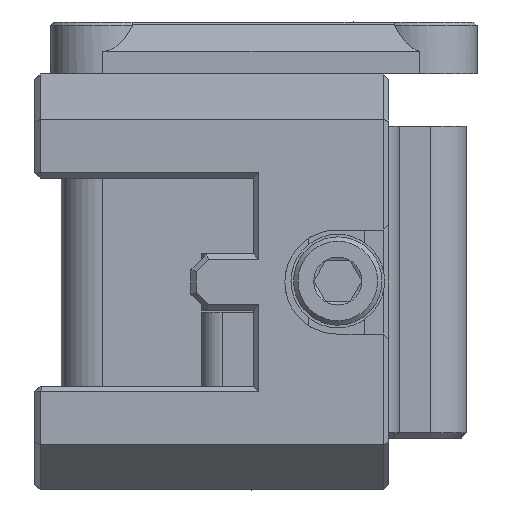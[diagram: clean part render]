
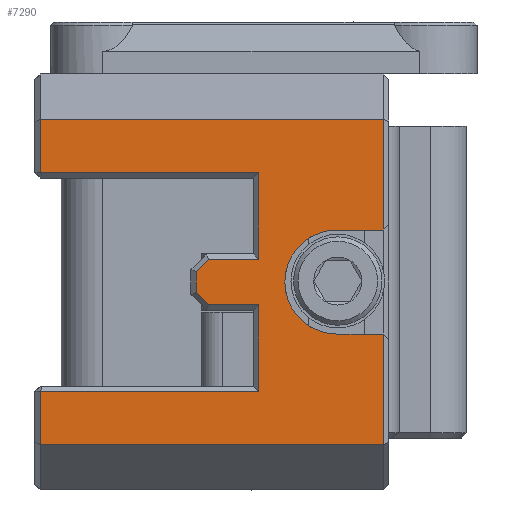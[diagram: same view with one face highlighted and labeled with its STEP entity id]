
A CAD part, left-side view. The second image highlights one B-rep face of the part: STEP entity #7290.
In plain terms, the highlighted face is planar.
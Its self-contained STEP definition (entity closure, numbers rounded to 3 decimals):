
#510=PLANE('',#7846);
#853=FACE_OUTER_BOUND('',#1295,.T.);
#1295=EDGE_LOOP('',(#5569,#5570,#5571,#5572,#5573,#5574,#5575,#5576,#5577,
#5578,#5579,#5580,#5581,#5582,#5583,#5584,#5585,#5586));
#1760=LINE('',#16978,#2408);
#1769=LINE('',#16993,#2417);
#1770=LINE('',#16996,#2418);
#1774=LINE('',#17004,#2422);
#1775=LINE('',#17006,#2423);
#1776=LINE('',#17008,#2424);
#1777=LINE('',#17010,#2425);
#1778=LINE('',#17012,#2426);
#1779=LINE('',#17014,#2427);
#1780=LINE('',#17016,#2428);
#1781=LINE('',#17018,#2429);
#1782=LINE('',#17020,#2430);
#1783=LINE('',#17022,#2431);
#1784=LINE('',#17024,#2432);
#1785=LINE('',#17026,#2433);
#1786=LINE('',#17027,#2434);
#1787=LINE('',#17029,#2435);
#2408=VECTOR('',#8746,10.);
#2417=VECTOR('',#8763,10.);
#2418=VECTOR('',#8766,10.);
#2422=VECTOR('',#8772,10.);
#2423=VECTOR('',#8773,10.);
#2424=VECTOR('',#8774,10.);
#2425=VECTOR('',#8775,10.);
#2426=VECTOR('',#8776,10.);
#2427=VECTOR('',#8777,10.);
#2428=VECTOR('',#8778,10.);
#2429=VECTOR('',#8779,10.);
#2430=VECTOR('',#8780,10.);
#2431=VECTOR('',#8781,10.);
#2432=VECTOR('',#8782,10.);
#2433=VECTOR('',#8783,10.);
#2434=VECTOR('',#8784,10.);
#2435=VECTOR('',#8785,10.);
#2973=CIRCLE('',#7847,5.);
#3304=VERTEX_POINT('',#16923);
#3313=VERTEX_POINT('',#16943);
#3323=VERTEX_POINT('',#16970);
#3325=VERTEX_POINT('',#16976);
#3328=VERTEX_POINT('',#16995);
#3331=VERTEX_POINT('',#17003);
#3332=VERTEX_POINT('',#17005);
#3333=VERTEX_POINT('',#17007);
#3334=VERTEX_POINT('',#17009);
#3335=VERTEX_POINT('',#17011);
#3336=VERTEX_POINT('',#17013);
#3337=VERTEX_POINT('',#17015);
#3338=VERTEX_POINT('',#17017);
#3339=VERTEX_POINT('',#17019);
#3340=VERTEX_POINT('',#17021);
#3341=VERTEX_POINT('',#17023);
#3342=VERTEX_POINT('',#17025);
#3343=VERTEX_POINT('',#17028);
#4127=EDGE_CURVE('',#3325,#3323,#1760,.T.);
#4136=EDGE_CURVE('',#3313,#3304,#1769,.T.);
#4137=EDGE_CURVE('',#3328,#3323,#1770,.T.);
#4141=EDGE_CURVE('',#3331,#3325,#1774,.T.);
#4142=EDGE_CURVE('',#3332,#3331,#1775,.T.);
#4143=EDGE_CURVE('',#3333,#3332,#1776,.T.);
#4144=EDGE_CURVE('',#3334,#3333,#1777,.T.);
#4145=EDGE_CURVE('',#3335,#3334,#1778,.T.);
#4146=EDGE_CURVE('',#3336,#3335,#1779,.T.);
#4147=EDGE_CURVE('',#3337,#3336,#1780,.T.);
#4148=EDGE_CURVE('',#3338,#3337,#1781,.T.);
#4149=EDGE_CURVE('',#3339,#3338,#1782,.T.);
#4150=EDGE_CURVE('',#3340,#3339,#1783,.T.);
#4151=EDGE_CURVE('',#3341,#3340,#1784,.T.);
#4152=EDGE_CURVE('',#3342,#3341,#1785,.T.);
#4153=EDGE_CURVE('',#3342,#3304,#1786,.T.);
#4154=EDGE_CURVE('',#3343,#3313,#1787,.F.);
#4155=EDGE_CURVE('',#3328,#3343,#2973,.T.);
#5569=ORIENTED_EDGE('',*,*,#4127,.F.);
#5570=ORIENTED_EDGE('',*,*,#4141,.F.);
#5571=ORIENTED_EDGE('',*,*,#4142,.F.);
#5572=ORIENTED_EDGE('',*,*,#4143,.F.);
#5573=ORIENTED_EDGE('',*,*,#4144,.F.);
#5574=ORIENTED_EDGE('',*,*,#4145,.F.);
#5575=ORIENTED_EDGE('',*,*,#4146,.F.);
#5576=ORIENTED_EDGE('',*,*,#4147,.F.);
#5577=ORIENTED_EDGE('',*,*,#4148,.F.);
#5578=ORIENTED_EDGE('',*,*,#4149,.F.);
#5579=ORIENTED_EDGE('',*,*,#4150,.F.);
#5580=ORIENTED_EDGE('',*,*,#4151,.F.);
#5581=ORIENTED_EDGE('',*,*,#4152,.F.);
#5582=ORIENTED_EDGE('',*,*,#4153,.T.);
#5583=ORIENTED_EDGE('',*,*,#4136,.F.);
#5584=ORIENTED_EDGE('',*,*,#4154,.F.);
#5585=ORIENTED_EDGE('',*,*,#4155,.F.);
#5586=ORIENTED_EDGE('',*,*,#4137,.T.);
#7290=ADVANCED_FACE('',(#853),#510,.F.);
#7846=AXIS2_PLACEMENT_3D('',#17002,#8770,#8771);
#7847=AXIS2_PLACEMENT_3D('',#17030,#8786,#8787);
#8746=DIRECTION('',(0.,0.,1.));
#8763=DIRECTION('',(0.,0.,1.));
#8766=DIRECTION('',(0.,-1.,0.));
#8770=DIRECTION('center_axis',(-1.,0.,0.));
#8771=DIRECTION('ref_axis',(0.,1.,0.));
#8772=DIRECTION('',(0.,-1.,0.));
#8773=DIRECTION('',(0.,0.,-1.));
#8774=DIRECTION('',(0.,1.,0.));
#8775=DIRECTION('',(0.,0.,-1.));
#8776=DIRECTION('',(0.,-1.,0.));
#8777=DIRECTION('',(0.,-0.707,-0.707));
#8778=DIRECTION('',(0.,0.,-1.));
#8779=DIRECTION('',(0.,0.707,-0.707));
#8780=DIRECTION('',(0.,1.,0.));
#8781=DIRECTION('',(0.,0.,-1.));
#8782=DIRECTION('',(0.,-1.,0.));
#8783=DIRECTION('',(0.,0.,-1.));
#8784=DIRECTION('',(0.,-1.,0.));
#8785=DIRECTION('',(0.,1.,0.));
#8786=DIRECTION('center_axis',(1.,0.,0.));
#8787=DIRECTION('ref_axis',(0.,1.,0.));
#16923=CARTESIAN_POINT('',(176.101,57.577,2.364));
#16943=CARTESIAN_POINT('',(176.101,57.577,-8.306));
#16970=CARTESIAN_POINT('',(176.101,57.577,-18.306));
#16976=CARTESIAN_POINT('',(176.101,57.577,-28.976));
#16978=CARTESIAN_POINT('',(176.101,57.577,-10.806));
#16993=CARTESIAN_POINT('',(176.101,57.577,-10.806));
#16995=CARTESIAN_POINT('',(176.101,62.048,-18.306));
#16996=CARTESIAN_POINT('',(176.101,65.327,-18.306));
#17002=CARTESIAN_POINT('Origin',(176.101,74.577,-18.306));
#17003=CARTESIAN_POINT('',(176.101,90.577,-28.976));
#17004=CARTESIAN_POINT('',(176.101,60.077,-28.976));
#17005=CARTESIAN_POINT('',(176.101,90.577,-23.806));
#17006=CARTESIAN_POINT('',(176.101,90.577,-10.806));
#17007=CARTESIAN_POINT('',(176.101,69.548,-23.806));
#17008=CARTESIAN_POINT('',(176.101,81.813,-23.806));
#17009=CARTESIAN_POINT('',(176.101,69.548,-15.506));
#17010=CARTESIAN_POINT('',(176.101,69.548,-16.956));
#17011=CARTESIAN_POINT('',(176.101,74.37,-15.506));
#17012=CARTESIAN_POINT('',(176.101,72.313,-15.506));
#17013=CARTESIAN_POINT('',(176.101,75.577,-14.299));
#17014=CARTESIAN_POINT('',(176.101,73.774,-16.102));
#17015=CARTESIAN_POINT('',(176.101,75.577,-12.313));
#17016=CARTESIAN_POINT('',(176.101,75.577,-17.156));
#17017=CARTESIAN_POINT('',(176.101,74.37,-11.106));
#17018=CARTESIAN_POINT('',(176.101,76.274,-13.01));
#17019=CARTESIAN_POINT('',(176.101,69.548,-11.106));
#17020=CARTESIAN_POINT('',(176.101,74.827,-11.106));
#17021=CARTESIAN_POINT('',(176.101,69.548,-2.806));
#17022=CARTESIAN_POINT('',(176.101,69.548,-14.456));
#17023=CARTESIAN_POINT('',(176.101,90.577,-2.806));
#17024=CARTESIAN_POINT('',(176.101,72.063,-2.806));
#17025=CARTESIAN_POINT('',(176.101,90.577,2.364));
#17026=CARTESIAN_POINT('',(176.101,90.577,-5.806));
#17027=CARTESIAN_POINT('',(176.101,60.077,2.364));
#17028=CARTESIAN_POINT('',(176.101,62.048,-8.306));
#17029=CARTESIAN_POINT('',(176.101,68.313,-8.306));
#17030=CARTESIAN_POINT('Origin',(176.101,62.048,-13.306));
